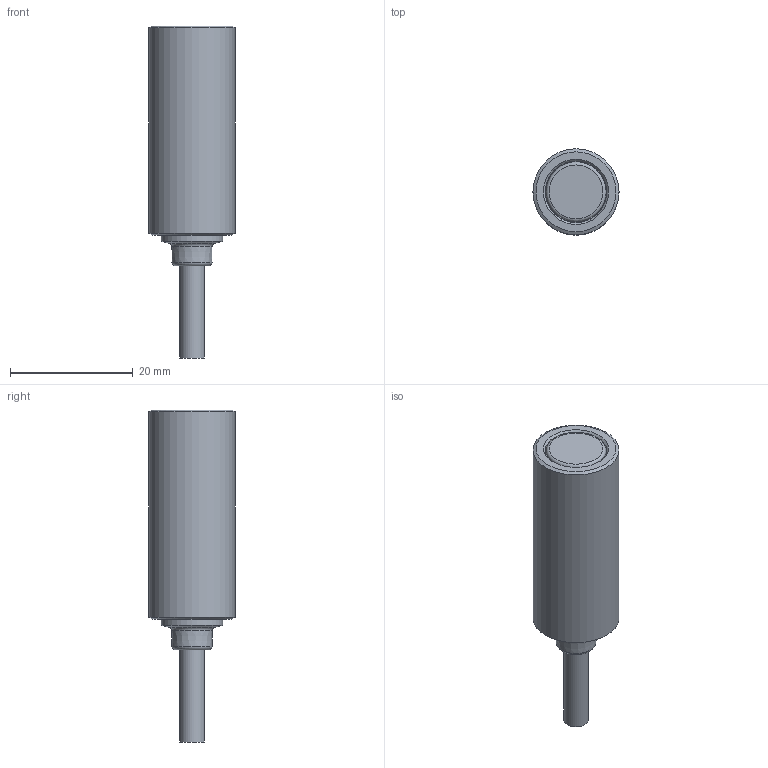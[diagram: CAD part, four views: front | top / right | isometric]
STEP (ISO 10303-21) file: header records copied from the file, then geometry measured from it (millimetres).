
FILE_DESCRIPTION(/* description */ (''),/* implementation_level */ '2;1');
FILE_NAME(/* name */ 'MOFxxx-M14-8.stp',/* time_stamp */ '2019-11-27T10:46:46+01:00',/* author */ ('tvb'),/* organization */ (''),/* preprocessor_version */ 'ST-DEVELOPER v18',/* originating_system */ 'Autodesk Inventor 2020',/* authorisation */ '');
FILE_SCHEMA (('AUTOMOTIVE_DESIGN { 1 0 10303 214 3 1 1 }'));
Length unit declared in the file: millimetre
Products named in the file (3): MOFxxx-M14-8; MOFxxx-8; 1MB5530_0
Assembly tree (2 placements, depth 2):
  MOFxxx-M14-8
    MOFxxx-8
    1MB5530_0
Bounding box: 14 x 14 x 54 mm (x, y, z)
Volume: 5563.2 mm3; surface area: 4287.3 mm2
Topology: 2 solids, 2 shells, 24 faces, 70 edges, 53 vertices
Faces by surface type: cone 8, plane 7, cylinder 5, torus 4
Full cylindrical faces by diameter (mm): 4 x1, 9.75 x1, 10 x2, 14 x1
Entity records: 972 total; most frequent: DIRECTION 185, CARTESIAN_POINT 152, ORIENTED_EDGE 140, AXIS2_PLACEMENT_3D 86, EDGE_CURVE 70, CIRCLE 57, VERTEX_POINT 53, EDGE_LOOP 29
